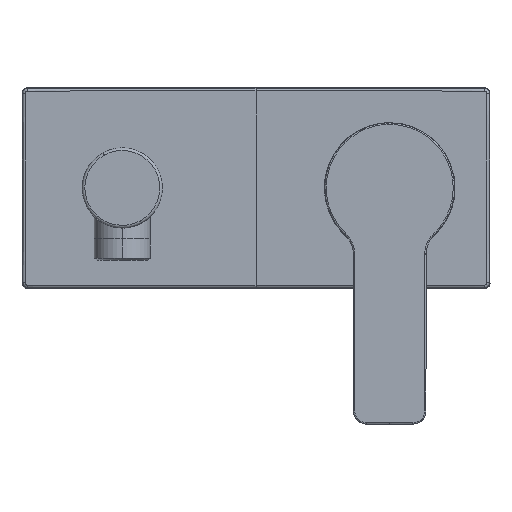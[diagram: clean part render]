
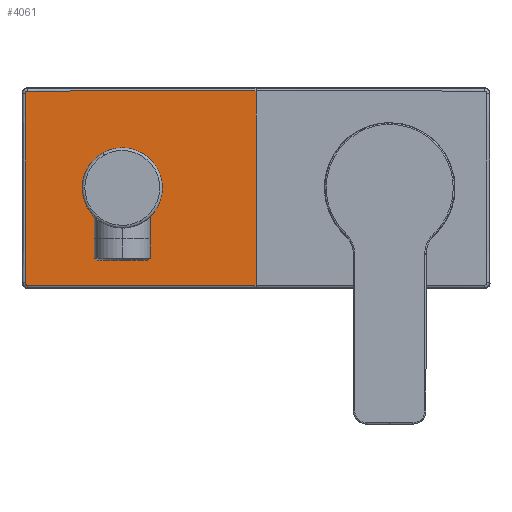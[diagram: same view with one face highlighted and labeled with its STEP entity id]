
A CAD part, top view. The second image highlights one B-rep face of the part: STEP entity #4061.
In plain terms, the highlighted free-form (B-spline) face has degree [2, 5] with [3, 12] control points.
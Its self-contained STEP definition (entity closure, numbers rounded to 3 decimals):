
#57 = ORIENTED_EDGE ( 'NONE', *, *, #7010, .F. ) ;
#181 = CARTESIAN_POINT ( 'NONE',  ( -50., 21.803, 11.923 ) ) ;
#196 = CARTESIAN_POINT ( 'NONE',  ( -50., 36.335, 11.625 ) ) ;
#304 = CARTESIAN_POINT ( 'NONE',  ( -137.5, -25.273, 11.6 ) ) ;
#385 = CARTESIAN_POINT ( 'NONE',  ( -50., 36.335, 11.625 ) ) ;
#552 = EDGE_LOOP ( 'NONE', ( #2411, #57, #5763, #2293, #6877, #5419 ) ) ;
#558 = FACE_OUTER_BOUND ( 'NONE', #552, .T. ) ;
#607 = CARTESIAN_POINT ( 'NONE',  ( -50., -36.335, 11.625 ) ) ;
#715 = CARTESIAN_POINT ( 'NONE',  ( -93.751, -7.502, 12.082 ) ) ;
#838 = CARTESIAN_POINT ( 'NONE',  ( -136.326, 11.773, 11.614 ) ) ;
#897 = B_SPLINE_CURVE_WITH_KNOTS ( 'NONE', 5,
 ( #5221, #2258, #1531, #3813, #181, #1889 ),
 .UNSPECIFIED., .F., .F.,
 ( 6, 6 ),
 ( 15.032, 87.707 ),
 .UNSPECIFIED. ) ;
#901 = CARTESIAN_POINT ( 'NONE',  ( -136.316, 35.315, 11.601 ) ) ;
#927 = CARTESIAN_POINT ( 'NONE',  ( -136.192, 35.945, 11.601 ) ) ;
#989 = CARTESIAN_POINT ( 'NONE',  ( -137.5, -43.046, 11.6 ) ) ;
#1005 = CARTESIAN_POINT ( 'NONE',  ( -135.945, -36.192, 11.601 ) ) ;
#1180 = EDGE_CURVE ( 'NONE', #2923, #5164, #3438, .T. ) ;
#1218 = CARTESIAN_POINT ( 'NONE',  ( -93.75, 48.591, 11.363 ) ) ;
#1334 = CARTESIAN_POINT ( 'NONE',  ( -50., 7.501, 12.082 ) ) ;
#1433 = B_SPLINE_CURVE_WITH_KNOTS ( 'NONE', 5,
 ( #5745, #4783, #1005, #4720, #3414, #1519 ),
 .UNSPECIFIED., .F., .F.,
 ( 6, 6 ),
 ( 0., 1. ),
 .UNSPECIFIED. ) ;
#1519 = CARTESIAN_POINT ( 'NONE',  ( -136.316, -35.315, 11.601 ) ) ;
#1531 = CARTESIAN_POINT ( 'NONE',  ( -50., -7.268, 12.077 ) ) ;
#1535 = CARTESIAN_POINT ( 'NONE',  ( -135.629, 36.316, 11.601 ) ) ;
#1634 = CARTESIAN_POINT ( 'NONE',  ( -78.415, 36.335, 11.625 ) ) ;
#1694 = CARTESIAN_POINT ( 'NONE',  ( -137.5, 51.366, 11.6 ) ) ;
#1843 = CARTESIAN_POINT ( 'NONE',  ( -50., -48.591, 11.363 ) ) ;
#1876 = EDGE_CURVE ( 'NONE', #6596, #2923, #897, .T. ) ;
#1889 = CARTESIAN_POINT ( 'NONE',  ( -50., 36.335, 11.625 ) ) ;
#2062 = CARTESIAN_POINT ( 'NONE',  ( -50., 51.364, 11.304 ) ) ;
#2258 = CARTESIAN_POINT ( 'NONE',  ( -50., -21.803, 11.923 ) ) ;
#2293 = ORIENTED_EDGE ( 'NONE', *, *, #3039, .F. ) ;
#2330 = B_SPLINE_SURFACE_WITH_KNOTS ( 'NONE', 2, 5, ( 
 ( #2062, #7365, #4869, #2702, #6241, #1334, #6191, #4916, #5380, #2410, #1843, #6139 ),
 ( #6113, #1218, #7247, #5993, #3129, #6876, #715, #4184, #4231, #6067, #5030, #4969 ),
 ( #1694, #4730, #5288, #5309, #5789, #5175, #2391, #304, #989, #5762, #7189, #4540 ) ),
 .UNSPECIFIED., .F., .F., .F.,
 ( 3, 3 ),
 ( 6, 3, 3, 6 ),
 ( 13.866, 101.367 ),
 ( 0., 13.867, 88.872, 102.739 ),
 .UNSPECIFIED. ) ;
#2373 = EDGE_CURVE ( 'NONE', #4276, #6596, #6542, .T. ) ;
#2391 = CARTESIAN_POINT ( 'NONE',  ( -137.5, -7.5, 11.6 ) ) ;
#2396 = B_SPLINE_CURVE_WITH_KNOTS ( 'NONE', 3,
 ( #4153, #838, #7531, #7633 ),
 .UNSPECIFIED., .F., .F.,
 ( 4, 4 ),
 ( 0., 1. ),
 .UNSPECIFIED. ) ;
#2410 = CARTESIAN_POINT ( 'NONE',  ( -50., -45.818, 11.425 ) ) ;
#2411 = ORIENTED_EDGE ( 'NONE', *, *, #1180, .T. ) ;
#2476 = VERTEX_POINT ( 'NONE', #4599 ) ;
#2702 = CARTESIAN_POINT ( 'NONE',  ( -50., 43.046, 11.478 ) ) ;
#2790 = CARTESIAN_POINT ( 'NONE',  ( -78.415, -36.335, 11.625 ) ) ;
#2901 = CARTESIAN_POINT ( 'NONE',  ( -136.316, -35.315, 11.601 ) ) ;
#2923 = VERTEX_POINT ( 'NONE', #385 ) ;
#3039 = EDGE_CURVE ( 'NONE', #4276, #4634, #1433, .T. ) ;
#3129 = CARTESIAN_POINT ( 'NONE',  ( -93.75, 25.276, 11.887 ) ) ;
#3302 = CARTESIAN_POINT ( 'NONE',  ( -135.316, -36.316, 11.601 ) ) ;
#3375 = CARTESIAN_POINT ( 'NONE',  ( -50., -36.335, 11.625 ) ) ;
#3414 = CARTESIAN_POINT ( 'NONE',  ( -136.316, -35.629, 11.601 ) ) ;
#3438 = B_SPLINE_CURVE_WITH_KNOTS ( 'NONE', 3,
 ( #196, #1634, #6808, #3452 ),
 .UNSPECIFIED., .F., .F.,
 ( 4, 4 ),
 ( 0., 1. ),
 .UNSPECIFIED. ) ;
#3452 = CARTESIAN_POINT ( 'NONE',  ( -135.316, 36.316, 11.601 ) ) ;
#3543 = CARTESIAN_POINT ( 'NONE',  ( -135.316, 36.316, 11.601 ) ) ;
#3813 = CARTESIAN_POINT ( 'NONE',  ( -50., 7.268, 12.077 ) ) ;
#4061 = ADVANCED_FACE ( 'NONE', ( #558 ), #2330, .T. ) ;
#4153 = CARTESIAN_POINT ( 'NONE',  ( -136.316, 35.315, 11.601 ) ) ;
#4184 = CARTESIAN_POINT ( 'NONE',  ( -93.75, -25.276, 11.887 ) ) ;
#4231 = CARTESIAN_POINT ( 'NONE',  ( -93.75, -43.045, 11.478 ) ) ;
#4276 = VERTEX_POINT ( 'NONE', #5773 ) ;
#4481 = CARTESIAN_POINT ( 'NONE',  ( -136.316, 35.629, 11.601 ) ) ;
#4540 = CARTESIAN_POINT ( 'NONE',  ( -137.5, -51.366, 11.6 ) ) ;
#4599 = CARTESIAN_POINT ( 'NONE',  ( -136.316, 35.315, 11.601 ) ) ;
#4634 = VERTEX_POINT ( 'NONE', #2901 ) ;
#4720 = CARTESIAN_POINT ( 'NONE',  ( -136.192, -35.945, 11.601 ) ) ;
#4730 = CARTESIAN_POINT ( 'NONE',  ( -137.5, 48.593, 11.6 ) ) ;
#4783 = CARTESIAN_POINT ( 'NONE',  ( -135.629, -36.316, 11.601 ) ) ;
#4869 = CARTESIAN_POINT ( 'NONE',  ( -50., 45.818, 11.425 ) ) ;
#4916 = CARTESIAN_POINT ( 'NONE',  ( -50., -25.276, 11.887 ) ) ;
#4969 = CARTESIAN_POINT ( 'NONE',  ( -93.75, -51.363, 11.304 ) ) ;
#5030 = CARTESIAN_POINT ( 'NONE',  ( -93.75, -48.591, 11.363 ) ) ;
#5113 = CARTESIAN_POINT ( 'NONE',  ( -135.945, 36.192, 11.601 ) ) ;
#5164 = VERTEX_POINT ( 'NONE', #3543 ) ;
#5175 = CARTESIAN_POINT ( 'NONE',  ( -137.5, 7.5, 11.6 ) ) ;
#5221 = CARTESIAN_POINT ( 'NONE',  ( -50., -36.335, 11.625 ) ) ;
#5288 = CARTESIAN_POINT ( 'NONE',  ( -137.5, 45.82, 11.6 ) ) ;
#5309 = CARTESIAN_POINT ( 'NONE',  ( -137.5, 43.046, 11.6 ) ) ;
#5380 = CARTESIAN_POINT ( 'NONE',  ( -50., -43.046, 11.478 ) ) ;
#5419 = ORIENTED_EDGE ( 'NONE', *, *, #1876, .T. ) ;
#5548 = EDGE_CURVE ( 'NONE', #2476, #4634, #2396, .T. ) ;
#5730 = CARTESIAN_POINT ( 'NONE',  ( -135.316, 36.316, 11.601 ) ) ;
#5745 = CARTESIAN_POINT ( 'NONE',  ( -135.316, -36.316, 11.601 ) ) ;
#5762 = CARTESIAN_POINT ( 'NONE',  ( -137.5, -45.82, 11.6 ) ) ;
#5763 = ORIENTED_EDGE ( 'NONE', *, *, #5548, .T. ) ;
#5773 = CARTESIAN_POINT ( 'NONE',  ( -135.316, -36.316, 11.601 ) ) ;
#5789 = CARTESIAN_POINT ( 'NONE',  ( -137.5, 25.273, 11.6 ) ) ;
#5993 = CARTESIAN_POINT ( 'NONE',  ( -93.75, 43.045, 11.478 ) ) ;
#6067 = CARTESIAN_POINT ( 'NONE',  ( -93.75, -45.818, 11.426 ) ) ;
#6113 = CARTESIAN_POINT ( 'NONE',  ( -93.75, 51.363, 11.304 ) ) ;
#6139 = CARTESIAN_POINT ( 'NONE',  ( -50., -51.364, 11.304 ) ) ;
#6191 = CARTESIAN_POINT ( 'NONE',  ( -50., -7.501, 12.082 ) ) ;
#6241 = CARTESIAN_POINT ( 'NONE',  ( -50., 25.276, 11.887 ) ) ;
#6508 = CARTESIAN_POINT ( 'NONE',  ( -106.854, -36.329, 11.617 ) ) ;
#6542 = B_SPLINE_CURVE_WITH_KNOTS ( 'NONE', 3,
 ( #3302, #6508, #2790, #607 ),
 .UNSPECIFIED., .F., .F.,
 ( 4, 4 ),
 ( 0., 1. ),
 .UNSPECIFIED. ) ;
#6596 = VERTEX_POINT ( 'NONE', #3375 ) ;
#6808 = CARTESIAN_POINT ( 'NONE',  ( -106.854, 36.329, 11.617 ) ) ;
#6831 = B_SPLINE_CURVE_WITH_KNOTS ( 'NONE', 5,
 ( #901, #4481, #927, #5113, #1535, #5730 ),
 .UNSPECIFIED., .F., .F.,
 ( 6, 6 ),
 ( 0., 1. ),
 .UNSPECIFIED. ) ;
#6876 = CARTESIAN_POINT ( 'NONE',  ( -93.751, 7.502, 12.082 ) ) ;
#6877 = ORIENTED_EDGE ( 'NONE', *, *, #2373, .T. ) ;
#7010 = EDGE_CURVE ( 'NONE', #2476, #5164, #6831, .T. ) ;
#7189 = CARTESIAN_POINT ( 'NONE',  ( -137.5, -48.593, 11.6 ) ) ;
#7247 = CARTESIAN_POINT ( 'NONE',  ( -93.75, 45.818, 11.426 ) ) ;
#7365 = CARTESIAN_POINT ( 'NONE',  ( -50., 48.591, 11.363 ) ) ;
#7531 = CARTESIAN_POINT ( 'NONE',  ( -136.326, -11.771, 11.614 ) ) ;
#7633 = CARTESIAN_POINT ( 'NONE',  ( -136.316, -35.315, 11.601 ) ) ;
